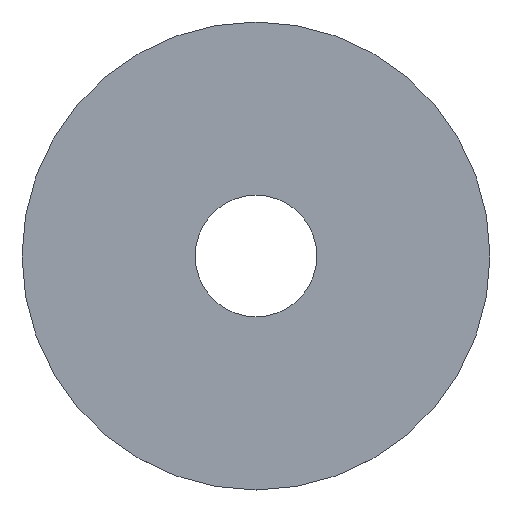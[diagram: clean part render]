
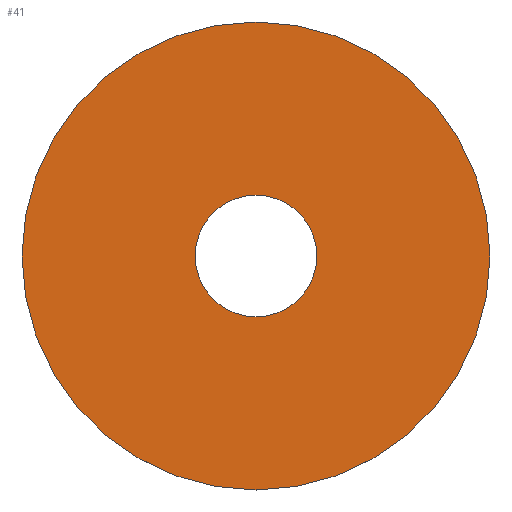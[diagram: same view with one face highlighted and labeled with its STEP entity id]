
A CAD part, top view. The second image highlights one B-rep face of the part: STEP entity #41.
In plain terms, the highlighted planar face has unit normal (0, 0, 1).
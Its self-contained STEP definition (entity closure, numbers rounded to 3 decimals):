
#8 = FACE_BOUND ( 'NONE', #13, .T. ) ;
#13 = EDGE_LOOP ( 'NONE', ( #157 ) ) ;
#18 = CARTESIAN_POINT ( 'NONE',  ( 0., 6.5, 0.25 ) ) ;
#32 = DIRECTION ( 'NONE',  ( 0., 0., -1. ) ) ;
#34 = AXIS2_PLACEMENT_3D ( 'NONE', #18, #43, #82 ) ;
#41 = ADVANCED_FACE ( 'NONE', ( #8, #145 ), #105, .T. ) ;
#43 = DIRECTION ( 'NONE',  ( 0., 0., 1. ) ) ;
#54 = EDGE_CURVE ( 'NONE', #81, #81, #132, .T. ) ;
#56 = CARTESIAN_POINT ( 'NONE',  ( 0., 0., 0.25 ) ) ;
#61 = DIRECTION ( 'NONE',  ( 0., 1., 0. ) ) ;
#64 = EDGE_LOOP ( 'NONE', ( #150 ) ) ;
#69 = AXIS2_PLACEMENT_3D ( 'NONE', #56, #32, #107 ) ;
#79 = EDGE_CURVE ( 'NONE', #158, #158, #126, .T. ) ;
#81 = VERTEX_POINT ( 'NONE', #135 ) ;
#82 = DIRECTION ( 'NONE',  ( 0., -1., 0. ) ) ;
#105 = PLANE ( 'NONE',  #34 ) ;
#107 = DIRECTION ( 'NONE',  ( 0., 1., 0. ) ) ;
#119 = CARTESIAN_POINT ( 'NONE',  ( 0., 25., 0.25 ) ) ;
#126 = CIRCLE ( 'NONE', #69, 25. ) ;
#132 = CIRCLE ( 'NONE', #156, 6.5 ) ;
#134 = CARTESIAN_POINT ( 'NONE',  ( 0., 0., 0.25 ) ) ;
#135 = CARTESIAN_POINT ( 'NONE',  ( 0., 6.5, 0.25 ) ) ;
#145 = FACE_OUTER_BOUND ( 'NONE', #64, .T. ) ;
#150 = ORIENTED_EDGE ( 'NONE', *, *, #79, .F. ) ;
#156 = AXIS2_PLACEMENT_3D ( 'NONE', #134, #168, #61 ) ;
#157 = ORIENTED_EDGE ( 'NONE', *, *, #54, .T. ) ;
#158 = VERTEX_POINT ( 'NONE', #119 ) ;
#168 = DIRECTION ( 'NONE',  ( 0., 0., -1. ) ) ;
